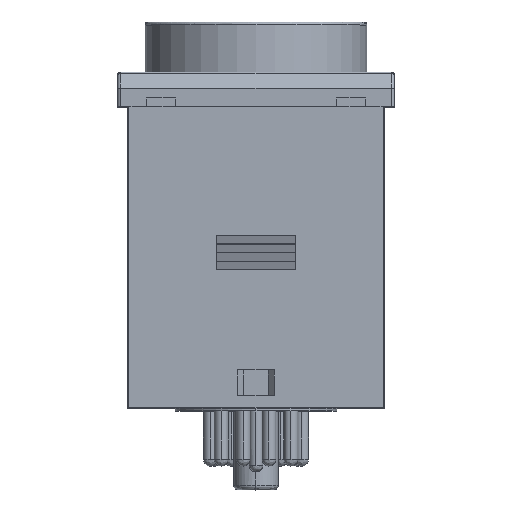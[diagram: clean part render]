
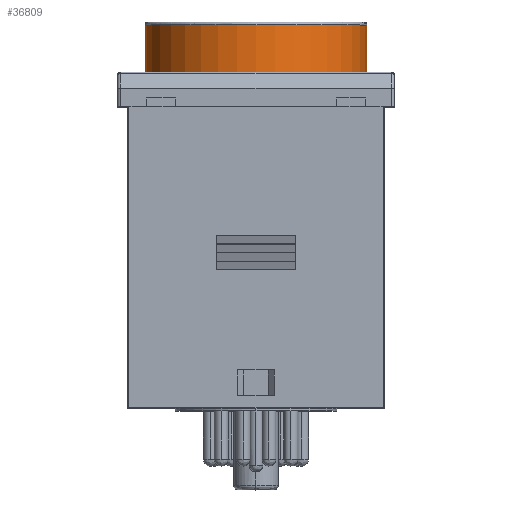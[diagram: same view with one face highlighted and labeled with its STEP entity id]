
A CAD part, top view. The second image highlights one B-rep face of the part: STEP entity #36809.
In plain terms, the highlighted cylindrical face has radius 19.25 mm (diameter 38.5 mm), a partial arc.
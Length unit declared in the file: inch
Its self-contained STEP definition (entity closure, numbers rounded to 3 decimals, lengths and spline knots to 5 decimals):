
#237 = EDGE_CURVE ( 'NONE', #26979, #21445, #1788, .T. ) ;
#1788 = LINE ( 'NONE', #45745, #75650 ) ;
#2607 = CARTESIAN_POINT ( 'NONE',  ( 0.8846, 7.38002, -1.21763 ) ) ;
#3775 = CYLINDRICAL_SURFACE ( 'NONE', #46070, 0.75787 ) ;
#5343 = CARTESIAN_POINT ( 'NONE',  ( 0.8846, 7.39971, -1.21763 ) ) ;
#7513 = AXIS2_PLACEMENT_3D ( 'NONE', #41204, #59907, #47590 ) ;
#11174 = LINE ( 'NONE', #5343, #43032 ) ;
#12433 = EDGE_LOOP ( 'NONE', ( #52437, #16028, #60395, #54018 ) ) ;
#16028 = ORIENTED_EDGE ( 'NONE', *, *, #58936, .F. ) ;
#17469 = CARTESIAN_POINT ( 'NONE',  ( 1.64247, 7.39971, -1.21763 ) ) ;
#18571 = CARTESIAN_POINT ( 'NONE',  ( 2.40035, 7.04538, -1.21763 ) ) ;
#19442 = EDGE_CURVE ( 'NONE', #44868, #25930, #11174, .T. ) ;
#19974 = CIRCLE ( 'NONE', #7513, 0.75787 ) ;
#21445 = VERTEX_POINT ( 'NONE', #18571 ) ;
#23097 = CIRCLE ( 'NONE', #49340, 0.75787 ) ;
#24725 = FACE_OUTER_BOUND ( 'NONE', #12433, .T. ) ;
#25930 = VERTEX_POINT ( 'NONE', #26059 ) ;
#26059 = CARTESIAN_POINT ( 'NONE',  ( 0.8846, 7.04538, -1.21763 ) ) ;
#26979 = VERTEX_POINT ( 'NONE', #47787 ) ;
#36809 = ADVANCED_FACE ( 'NONE', ( #24725 ), #3775, .T. ) ;
#38305 = DIRECTION ( 'NONE',  ( -1., 0., 0. ) ) ;
#41204 = CARTESIAN_POINT ( 'NONE',  ( 1.64247, 7.38002, -1.21763 ) ) ;
#43032 = VECTOR ( 'NONE', #62764, 39.37008 ) ;
#44462 = DIRECTION ( 'NONE',  ( 0., 1., 0. ) ) ;
#44868 = VERTEX_POINT ( 'NONE', #2607 ) ;
#45745 = CARTESIAN_POINT ( 'NONE',  ( 2.40035, 7.39971, -1.21763 ) ) ;
#46070 = AXIS2_PLACEMENT_3D ( 'NONE', #17469, #74898, #38305 ) ;
#47590 = DIRECTION ( 'NONE',  ( -1., 0., 0. ) ) ;
#47787 = CARTESIAN_POINT ( 'NONE',  ( 2.40035, 7.38002, -1.21763 ) ) ;
#49340 = AXIS2_PLACEMENT_3D ( 'NONE', #76357, #44462, #69306 ) ;
#52144 = DIRECTION ( 'NONE',  ( 0., -1., 0. ) ) ;
#52437 = ORIENTED_EDGE ( 'NONE', *, *, #237, .F. ) ;
#54018 = ORIENTED_EDGE ( 'NONE', *, *, #74396, .T. ) ;
#58936 = EDGE_CURVE ( 'NONE', #44868, #26979, #19974, .T. ) ;
#59907 = DIRECTION ( 'NONE',  ( 0., 1., 0. ) ) ;
#60395 = ORIENTED_EDGE ( 'NONE', *, *, #19442, .T. ) ;
#62764 = DIRECTION ( 'NONE',  ( 0., -1., 0. ) ) ;
#69306 = DIRECTION ( 'NONE',  ( -1., 0., 0. ) ) ;
#74396 = EDGE_CURVE ( 'NONE', #25930, #21445, #23097, .T. ) ;
#74898 = DIRECTION ( 'NONE',  ( 0., -1., 0. ) ) ;
#75650 = VECTOR ( 'NONE', #52144, 39.37008 ) ;
#76357 = CARTESIAN_POINT ( 'NONE',  ( 1.64247, 7.04538, -1.21763 ) ) ;
